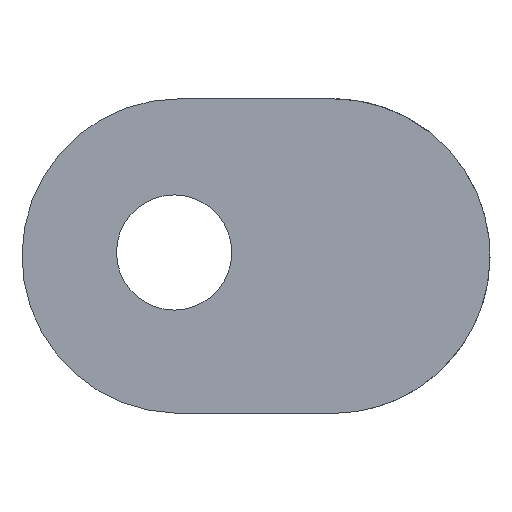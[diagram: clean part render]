
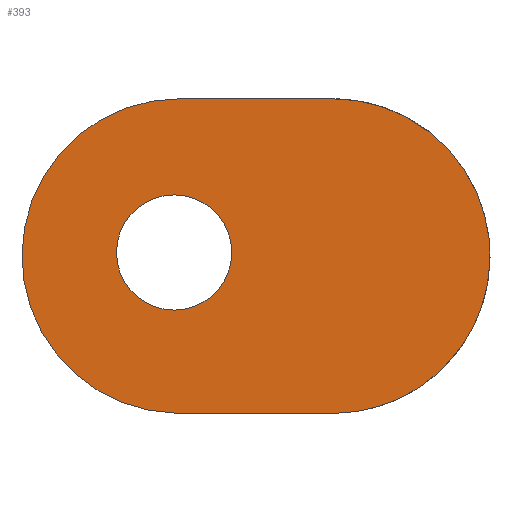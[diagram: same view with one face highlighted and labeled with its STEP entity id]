
A CAD part, left-side view. The second image highlights one B-rep face of the part: STEP entity #393.
In plain terms, the highlighted planar face has unit normal (-1, 0, 0).
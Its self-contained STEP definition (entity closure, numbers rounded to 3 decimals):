
#32=CARTESIAN_POINT('',(0.,15.146,10.683));
#33=VERTEX_POINT('',#32);
#42=CARTESIAN_POINT('',(0.,15.146,7.383));
#43=VERTEX_POINT('',#42);
#44=CARTESIAN_POINT('',(0.,15.146,9.033));
#45=DIRECTION('',(-1.,-0.,-0.));
#46=DIRECTION('',(0.,0.,-1.));
#47=AXIS2_PLACEMENT_3D('',#44,#45,#46);
#48=CIRCLE('',#47,1.65);
#49=EDGE_CURVE('',#33,#43,#48,.T.);
#51=CARTESIAN_POINT('',(0.,15.146,9.033));
#52=DIRECTION('',(-1.,-0.,-0.));
#53=DIRECTION('',(0.,0.,-1.));
#54=AXIS2_PLACEMENT_3D('',#51,#52,#53);
#55=CIRCLE('',#54,1.65);
#56=EDGE_CURVE('',#43,#33,#55,.T.);
#85=CARTESIAN_POINT('',(0.,10.605,13.432));
#86=VERTEX_POINT('',#85);
#110=CARTESIAN_POINT('',(0.,14.898,13.432));
#111=VERTEX_POINT('',#110);
#118=CARTESIAN_POINT('',(0.,14.898,13.432));
#119=DIRECTION('',(0.,-1.,0.));
#120=VECTOR('',#119,4.294);
#121=LINE('',#118,#120);
#122=EDGE_CURVE('',#111,#86,#121,.T.);
#138=CARTESIAN_POINT('',(0.,10.605,4.432));
#139=VERTEX_POINT('',#138);
#220=CARTESIAN_POINT('',(0.,10.605,13.432));
#221=CARTESIAN_POINT('',(0.,1.605,13.432));
#222=CARTESIAN_POINT('',(0.,1.605,4.432));
#223=CARTESIAN_POINT('',(0.,10.605,4.432));
#224=(BOUNDED_CURVE()
B_SPLINE_CURVE(3,(#220,#221,#222,#223),.UNSPECIFIED.,.F.,.F.)
B_SPLINE_CURVE_WITH_KNOTS((4,4),(0.,1.),.UNSPECIFIED.)
CURVE()
GEOMETRIC_REPRESENTATION_ITEM()
RATIONAL_B_SPLINE_CURVE((1.,0.333,0.333,1.))
REPRESENTATION_ITEM(''));
#225=EDGE_CURVE('',#86,#139,#224,.T.);
#245=CARTESIAN_POINT('',(0.,15.105,4.432));
#246=VERTEX_POINT('',#245);
#247=CARTESIAN_POINT('',(0.,15.105,4.432));
#248=DIRECTION('',(0.,-1.,0.));
#249=VECTOR('',#248,4.5);
#250=LINE('',#247,#249);
#251=EDGE_CURVE('',#246,#139,#250,.T.);
#275=CARTESIAN_POINT('',(0.,15.105,4.435));
#276=VERTEX_POINT('',#275);
#277=CARTESIAN_POINT('',(0.,15.105,4.432));
#278=DIRECTION('',(0.,0.,1.));
#279=VECTOR('',#278,0.002);
#280=LINE('',#277,#279);
#281=EDGE_CURVE('',#246,#276,#280,.T.);
#306=CARTESIAN_POINT('',(0.,15.001,13.433));
#307=VERTEX_POINT('',#306);
#324=CARTESIAN_POINT('',(0.,15.001,8.933));
#325=DIRECTION('',(1.,0.,0.));
#326=DIRECTION('',(0.,0.,-1.));
#327=AXIS2_PLACEMENT_3D('',#324,#325,#326);
#328=CIRCLE('',#327,4.5);
#329=EDGE_CURVE('',#276,#307,#328,.T.);
#370=CARTESIAN_POINT('',(0.,0.,0.));
#371=DIRECTION('',(1.,0.,0.));
#372=DIRECTION('',(0.,1.,0.));
#373=AXIS2_PLACEMENT_3D('',#370,#371,#372);
#374=PLANE('',#373);
#375=ORIENTED_EDGE('',*,*,#49,.F.);
#376=ORIENTED_EDGE('',*,*,#56,.F.);
#377=EDGE_LOOP('',(#375,#376));
#378=FACE_BOUND('',#377,.T.);
#379=ORIENTED_EDGE('',*,*,#122,.F.);
#380=CARTESIAN_POINT('',(0.,15.001,8.933));
#381=DIRECTION('',(1.,0.,0.));
#382=DIRECTION('',(0.,0.,-1.));
#383=AXIS2_PLACEMENT_3D('',#380,#381,#382);
#384=CIRCLE('',#383,4.5);
#385=EDGE_CURVE('',#307,#111,#384,.T.);
#386=ORIENTED_EDGE('',*,*,#385,.F.);
#387=ORIENTED_EDGE('',*,*,#329,.F.);
#388=ORIENTED_EDGE('',*,*,#281,.F.);
#389=ORIENTED_EDGE('',*,*,#251,.T.);
#390=ORIENTED_EDGE('',*,*,#225,.F.);
#391=EDGE_LOOP('',(#379,#386,#387,#388,#389,#390));
#392=FACE_BOUND('',#391,.T.);
#393=ADVANCED_FACE('',(#378,#392),#374,.F.);
